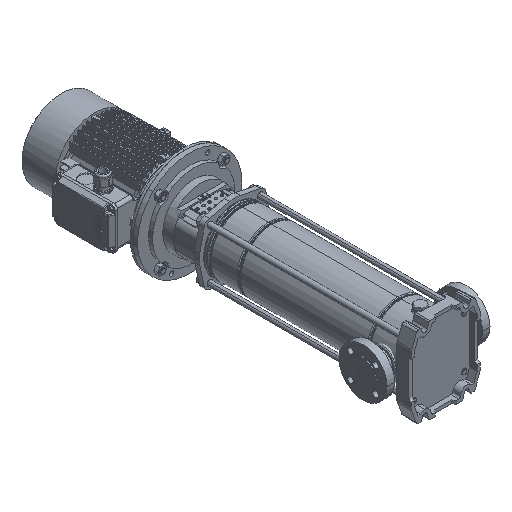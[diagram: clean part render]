
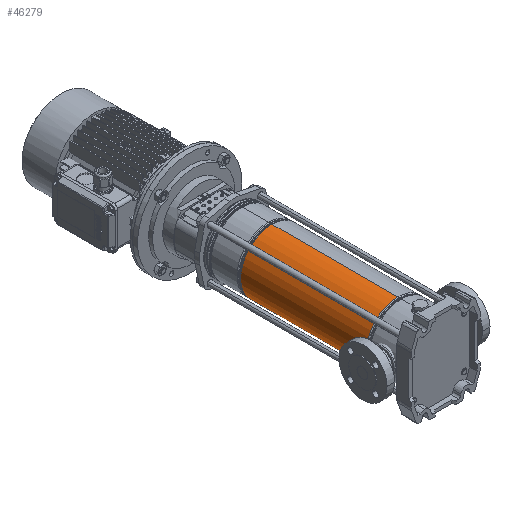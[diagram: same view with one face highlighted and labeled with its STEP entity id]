
A CAD part, isometric view. The second image highlights one B-rep face of the part: STEP entity #46279.
In plain terms, the highlighted cylindrical face has radius 74.9 mm (diameter 149.8 mm), a partial arc.
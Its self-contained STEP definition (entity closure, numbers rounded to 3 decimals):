
#506 = ORIENTED_EDGE ( 'NONE', *, *, #29111, .F. ) ;
#2599 = EDGE_LOOP ( 'NONE', ( #41059, #72318, #27857, #506 ) ) ;
#5376 = CARTESIAN_POINT ( 'NONE',  ( -74.9, 0., 0. ) ) ;
#8277 = CARTESIAN_POINT ( 'NONE',  ( 74.9, 0., 388.221 ) ) ;
#9531 = FACE_OUTER_BOUND ( 'NONE', #2599, .T. ) ;
#10458 = VERTEX_POINT ( 'NONE', #28741 ) ;
#11765 = CARTESIAN_POINT ( 'NONE',  ( -74.9, 0., 87.279 ) ) ;
#12356 = LINE ( 'NONE', #35041, #55453 ) ;
#13565 = DIRECTION ( 'NONE',  ( 0., 0., 1. ) ) ;
#15646 = AXIS2_PLACEMENT_3D ( 'NONE', #26371, #71325, #26726 ) ;
#18381 = CARTESIAN_POINT ( 'NONE',  ( -74.9, 0., 388.221 ) ) ;
#22658 = VERTEX_POINT ( 'NONE', #11765 ) ;
#22832 = CIRCLE ( 'NONE', #15646, 74.9 ) ;
#26371 = CARTESIAN_POINT ( 'NONE',  ( 0., 0., 388.221 ) ) ;
#26619 = CYLINDRICAL_SURFACE ( 'NONE', #37303, 74.9 ) ;
#26726 = DIRECTION ( 'NONE',  ( 1., 0., 0. ) ) ;
#27857 = ORIENTED_EDGE ( 'NONE', *, *, #69431, .T. ) ;
#28043 = LINE ( 'NONE', #5376, #55701 ) ;
#28741 = CARTESIAN_POINT ( 'NONE',  ( 74.9, 0., 87.279 ) ) ;
#29111 = EDGE_CURVE ( 'NONE', #59561, #22658, #28043, .T. ) ;
#34354 = AXIS2_PLACEMENT_3D ( 'NONE', #36613, #13565, #54077 ) ;
#35041 = CARTESIAN_POINT ( 'NONE',  ( 74.9, 0., 0. ) ) ;
#36613 = CARTESIAN_POINT ( 'NONE',  ( 0., 0., 87.279 ) ) ;
#37303 = AXIS2_PLACEMENT_3D ( 'NONE', #70112, #59357, #65277 ) ;
#41059 = ORIENTED_EDGE ( 'NONE', *, *, #73219, .T. ) ;
#41483 = EDGE_CURVE ( 'NONE', #54112, #10458, #12356, .T. ) ;
#46279 = ADVANCED_FACE ( 'NONE', ( #9531 ), #26619, .T. ) ;
#54077 = DIRECTION ( 'NONE',  ( 1., 0., 0. ) ) ;
#54112 = VERTEX_POINT ( 'NONE', #8277 ) ;
#55453 = VECTOR ( 'NONE', #57728, 1000. ) ;
#55701 = VECTOR ( 'NONE', #62974, 1000. ) ;
#57728 = DIRECTION ( 'NONE',  ( 0., 0., -1. ) ) ;
#59357 = DIRECTION ( 'NONE',  ( 0., 0., -1. ) ) ;
#59561 = VERTEX_POINT ( 'NONE', #18381 ) ;
#62974 = DIRECTION ( 'NONE',  ( 0., 0., -1. ) ) ;
#65277 = DIRECTION ( 'NONE',  ( -1., 0., 0. ) ) ;
#66375 = CIRCLE ( 'NONE', #34354, 74.9 ) ;
#69431 = EDGE_CURVE ( 'NONE', #10458, #22658, #66375, .T. ) ;
#70112 = CARTESIAN_POINT ( 'NONE',  ( 0., 0., 0. ) ) ;
#71325 = DIRECTION ( 'NONE',  ( 0., 0., -1. ) ) ;
#72318 = ORIENTED_EDGE ( 'NONE', *, *, #41483, .T. ) ;
#73219 = EDGE_CURVE ( 'NONE', #59561, #54112, #22832, .T. ) ;
